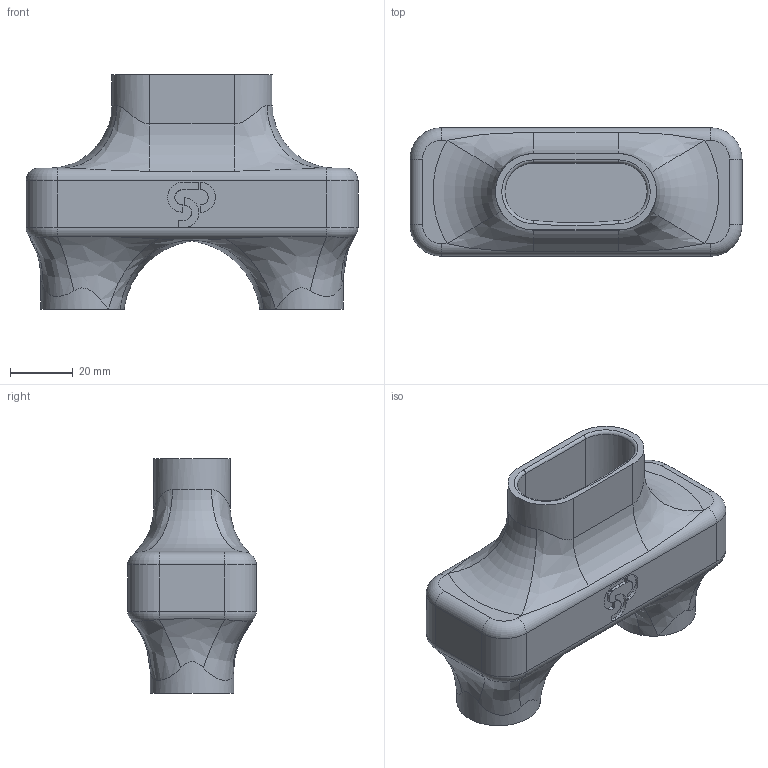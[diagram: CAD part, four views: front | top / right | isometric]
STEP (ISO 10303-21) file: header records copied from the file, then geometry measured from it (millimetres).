
FILE_DESCRIPTION(/* description */ (''),/* implementation_level */ '2;1');
FILE_NAME(/* name */ 'attachment+lock v14.step',/* time_stamp */ '2020-03-24T14:42:20+01:00',/* author */ (''),/* organization */ (''),/* preprocessor_version */ 'ST-DEVELOPER v18',/* originating_system */ 'Autodesk Translation Framework v8.12.0.6',/* authorisation */ '');
FILE_SCHEMA (('AUTOMOTIVE_DESIGN { 1 0 10303 214 3 1 1 }'));
Length unit declared in the file: millimetre
Products named in the file (1): attachment+lock
Bounding box: 106 x 41 x 74.8 mm (x, y, z)
Volume: 87735.3 mm3; surface area: 33525.4 mm2
Topology: 1 solids, 1 shells, 154 faces, 386 edges, 234 vertices
Faces by surface type: plane 52, bspline 49, cylinder 26, torus 17, cone 10
Entity records: 5493 total; most frequent: CARTESIAN_POINT 2158, ORIENTED_EDGE 764, DIRECTION 606, EDGE_CURVE 382, VERTEX_POINT 234, AXIS2_PLACEMENT_3D 215, LINE 176, VECTOR 176
